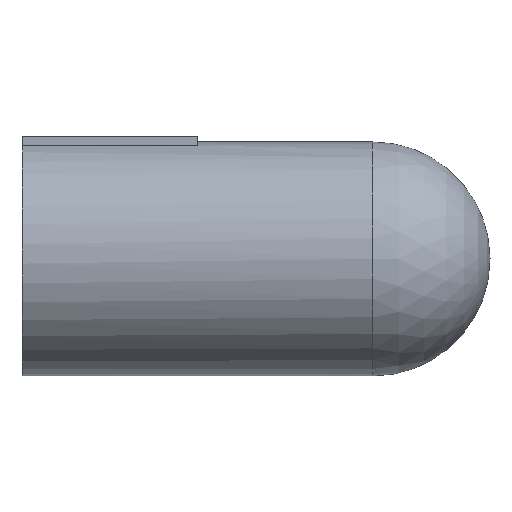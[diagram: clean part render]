
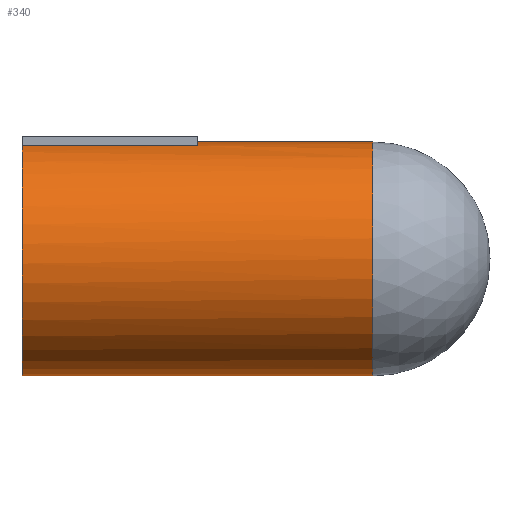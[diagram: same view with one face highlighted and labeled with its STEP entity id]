
A CAD part, top view. The second image highlights one B-rep face of the part: STEP entity #340.
In plain terms, the highlighted cylindrical face has radius 10 mm (diameter 20 mm), a partial arc.
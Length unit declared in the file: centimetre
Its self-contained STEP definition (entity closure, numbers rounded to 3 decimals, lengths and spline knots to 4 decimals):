
#48=DIRECTION('',(-1.,0.,0.));
#49=VECTOR('',#48,3.);
#50=CARTESIAN_POINT('',(3.,-1.,0.));
#51=LINE('',#50,#49);
#63=DIRECTION('',(-1.,0.,0.));
#64=VECTOR('',#63,1.5);
#65=CARTESIAN_POINT('',(3.,1.,0.));
#66=LINE('',#65,#64);
#91=CARTESIAN_POINT('',(1.5,0.,0.));
#92=DIRECTION('',(1.,0.,0.));
#93=DIRECTION('',(0.,1.,0.));
#94=AXIS2_PLACEMENT_3D('',#91,#92,#93);
#99=CARTESIAN_POINT('',(3.,0.,0.));
#100=DIRECTION('',(1.,0.,0.));
#101=DIRECTION('',(0.,1.,0.));
#102=AXIS2_PLACEMENT_3D('',#99,#100,#101);
#107=DIRECTION('',(1.,0.,0.));
#108=VECTOR('',#107,1.5);
#109=CARTESIAN_POINT('',(0.,0.9682,0.25));
#110=LINE('',#109,#108);
#143=CARTESIAN_POINT('',(0.,0.,0.));
#144=DIRECTION('',(1.,0.,0.));
#145=DIRECTION('',(0.,0.968,0.25));
#146=AXIS2_PLACEMENT_3D('',#143,#144,#145);
#228=CARTESIAN_POINT('',(3.,1.,0.));
#230=VERTEX_POINT('',#228);
#237=CARTESIAN_POINT('',(3.,-1.,0.));
#238=VERTEX_POINT('',#237);
#239=CARTESIAN_POINT('',(0.,-1.,0.));
#240=VERTEX_POINT('',#239);
#253=CARTESIAN_POINT('',(1.5,1.,0.));
#254=CARTESIAN_POINT('',(1.5,0.9682,0.25));
#255=VERTEX_POINT('',#253);
#256=VERTEX_POINT('',#254);
#257=CARTESIAN_POINT('',(0.,0.9682,0.25));
#258=VERTEX_POINT('',#257);
#325=CARTESIAN_POINT('',(-0.2,0.,0.));
#326=DIRECTION('',(1.,0.,0.));
#327=DIRECTION('',(0.,-1.,0.));
#328=AXIS2_PLACEMENT_3D('',#325,#326,#327);
#329=CYLINDRICAL_SURFACE('',#328,1.);
#330=ORIENTED_EDGE('',*,*,#313,.F.);
#331=ORIENTED_EDGE('',*,*,#303,.F.);
#332=ORIENTED_EDGE('',*,*,#272,.T.);
#333=ORIENTED_EDGE('',*,*,#300,.T.);
#335=ORIENTED_EDGE('',*,*,#334,.F.);
#337=ORIENTED_EDGE('',*,*,#336,.T.);
#338=EDGE_LOOP('',(#330,#331,#332,#333,#335,#337));
#339=FACE_OUTER_BOUND('',#338,.F.);
#95=CIRCLE('',#94,1.);
#103=CIRCLE('',#102,1.);
#147=CIRCLE('',#146,1.);
#272=EDGE_CURVE('',#230,#238,#103,.T.);
#300=EDGE_CURVE('',#238,#240,#51,.T.);
#303=EDGE_CURVE('',#230,#255,#66,.T.);
#313=EDGE_CURVE('',#255,#256,#95,.T.);
#334=EDGE_CURVE('',#258,#240,#147,.T.);
#336=EDGE_CURVE('',#258,#256,#110,.T.);
#340=ADVANCED_FACE('',(#339),#329,.T.);
